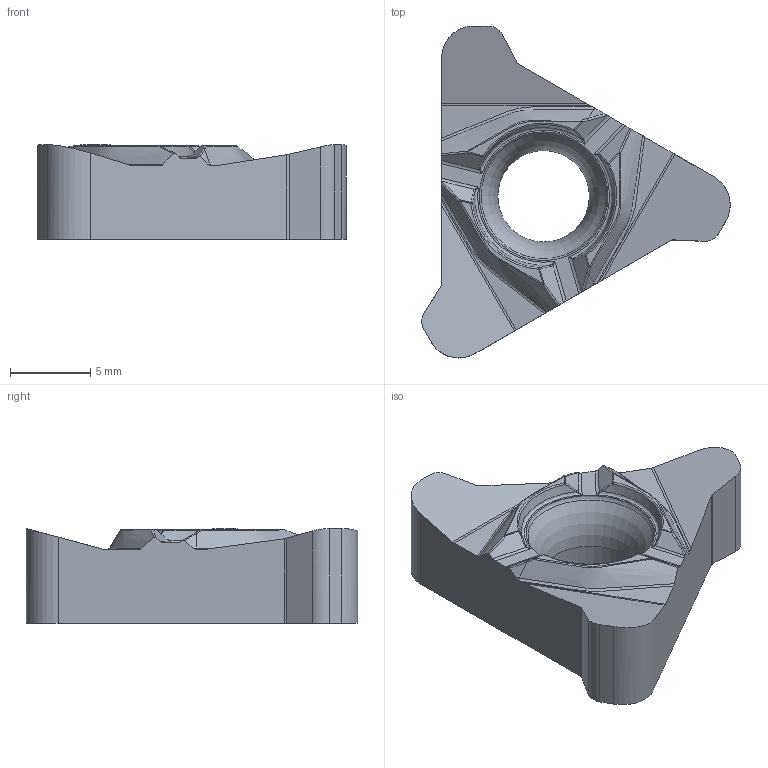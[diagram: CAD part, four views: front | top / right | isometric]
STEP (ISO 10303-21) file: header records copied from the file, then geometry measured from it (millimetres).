
FILE_DESCRIPTION(/* description */ (''),/* implementation_level */ '2;1');
FILE_NAME(/* name */ 'AAA385999_A.STP',/* time_stamp */ '2024-01-22T13:05:09+01:00',/* author */ (''),/* organization */ ('SMS'),/* preprocessor_version */ 'ST-DEVELOPER v16.7',/* originating_system */ 'SIEMENS PLM Software NX 12.0',/* authorisation */ '');
FILE_SCHEMA (('AUTOMOTIVE_DESIGN { 1 0 10303 214 3 1 1 1 }'));
Length unit declared in the file: millimetre
Products named in the file (1): AAA385999_A
Bounding box: 19.21 x 20.67 x 5.91 mm (x, y, z)
Volume: 950.1 mm3; surface area: 826 mm2
Topology: 1 solids, 1 shells, 116 faces, 293 edges, 169 vertices
Faces by surface type: bspline 33, cylinder 31, plane 29, sphere 12, torus 8, cone 3
Full cylindrical faces by diameter (mm): 5.7 x1
Entity records: 4992 total; most frequent: CARTESIAN_POINT 2444, ORIENTED_EDGE 554, DIRECTION 484, EDGE_CURVE 277, AXIS2_PLACEMENT_3D 194, VERTEX_POINT 166, EDGE_LOOP 121, ADVANCED_FACE 116
